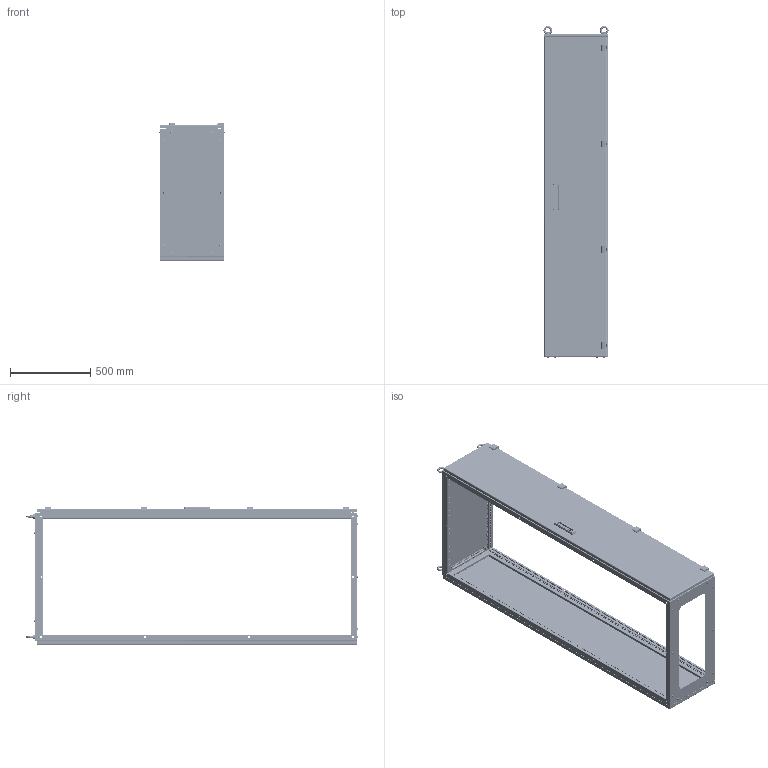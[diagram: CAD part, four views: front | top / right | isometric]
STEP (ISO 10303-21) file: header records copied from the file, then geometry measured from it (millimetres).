
FILE_DESCRIPTION (( 'STEP AP203' ), '1' );
FILE_NAME ('Êîðïóñ FORT IP31 (2000õ400õ800) EKF PROxima.STEP', '2020-10-23T11:56:57', ( '' ), ( '' ), 'SwSTEP 2.0', 'SolidWorks 2019', '' );
FILE_SCHEMA (( 'CONFIG_CONTROL_DESIGN' ));
Length unit declared in the file: millimetre
Products named in the file (61): Ãàéêà çàêëàäíàÿ; îñíîâàíèå ïåòëè1; Äåðæàòåëü øòîêà; ÌÈ-1029.01.00.004 Ïðîôèëü áîêîâîé 800 íèæíèé; ÌÈ-1165.00.00.001 Ïåðåãîðîäêà öîêîëÿ 800õ400; Øïèëüêà Ì6õ12; hex nut gradec_din_Hexagon Nut ISO 4034 - M16 - N; hex thin nut gradeb_din_Hexagon Nut ISO 4036 - M6 - N; ÌÈ-1177.01.00.000 ÑÁ Êàðêàñ 2000õ400õ800; pan head cross recess screw_din_DIN EN ISO 7045 - M6 x 40 - Z - 40N; plain washer large_din_Washer DIN 9021 - 13; ÌÈ-1193.03.00.000 ÑÁ Ñòåíêà çàäíÿÿ 400õ2000; Øïèëüêà ïðèâàðíàÿ Ì6õ25 DIN 13918; lifting eye nut 01_din_DIN 582-M12-N; pan head cross collar screw_din_DIN 967 - M4 x 16 - Z --- 14.6N; ÌÈ-1025.05.00.001 Ïîòîëî÷íàÿ ïàíåëü 800õ400; Çàêëåïêà ãàå÷íàÿ Ì6 UNI 9203; ÌÈ-1175.01.01.001 Ïðîôèëü ãîðèçîíòàëüíûé âåðõíèé 400; 幄鍧 IC-2 900; Çàìîê â ñáîðå Àòîñ; ÌÈ-1175.01.01.000 ÑÁ Ïðîôèëü ãîðèçîíòàëüíûé 400 âåðõíèé â ñáîðå; Äåðæàòåëü òÿãè àòîñ; countersunk raised head cross recess screw_din_DIN EN ISO 7047 - M4 x 10 - Z - 10N; 剒蜲錪 獲闃; Óãëîâàÿ ïåòëÿ Àòîñ; pan head cross recess screw_din_DIN EN ISO 7045 - M6 x 30 - Z - 30N; êîðïóñ ïåòëè1; Îáîëî÷êà ãàéêè çàêëàäíîé; ÌÈ-1193.02.00.000 ÑÁ Äâåðü â ñáîðå; ÌÈ-1029.01.00.002 Ïðîôèëü áîêîâîé 800 âåðõíèé; Êîðïóñ äâåðíîé ðó÷êè Àòîñ; Ãàéêà çàêëàäêàÿ Ì6; Êîðïóñ FORT IP31 (2000õ400õ800) EKF PROxima; 幄鍧 IC-2 1000; hex screw gradec_din_DIN EN 24018 - M12 x 35-WN; îñü ïåòëè; pan head cross recess screw_din_DIN EN ISO 7045 - M6 x 20 - Z - 20N; ÌÈ-1175.03.00.001 Ñòåíêà çàäíÿÿ 400õ2000; ÌÈ-1175.01.00.003 Ïðîôèëü ãîðèçîíòàëüíûé íèæíèé 400; Ìåõàíèçì äâåðè Àòîñ ...
Assembly tree (155 placements, depth 4):
  Êîðïóñ FORT IP31 (2000õ400õ800) EKF PROxima
    ÌÈ-1177.01.00.000 ÑÁ Êàðêàñ 2000õ400õ800
      ÌÈ-1175.01.01.000 ÑÁ Ïðîôèëü ãîðèçîíòàëüíûé 400 âåðõíèé â ñáîðå
        ÌÈ-1175.01.01.001 Ïðîôèëü ãîðèçîíòàëüíûé âåðõíèé 400
        Øïèëüêà Ì6õ12
      ÌÈ-983.01.00.001 Ïðîôèëü âåðòèêàëüíûé 2000  x4
      ÌÈ-1175.01.00.003 Ïðîôèëü ãîðèçîíòàëüíûé íèæíèé 400  x2
      ÌÈ-1029.01.00.002 Ïðîôèëü áîêîâîé 800 âåðõíèé  x2
      ÌÈ-1175.01.01.000 ÑÁ Ïðîôèëü ãîðèçîíòàëüíûé 400 âåðõíèé â ñáîðå
        ÌÈ-1175.01.01.001 Ïðîôèëü ãîðèçîíòàëüíûé âåðõíèé 400
        Øïèëüêà Ì6õ12
      ÌÈ-1029.01.00.004 Ïðîôèëü áîêîâîé 800 íèæíèé  x2
    ÌÈ-1025.05.00.001 Ïîòîëî÷íàÿ ïàíåëü 800õ400
    ÌÈ-1193.03.00.000 ÑÁ Ñòåíêà çàäíÿÿ 400õ2000
      ÌÈ-1175.03.00.001 Ñòåíêà çàäíÿÿ 400õ2000
      Øïèëüêà Ì6õ12
    ÌÈ-1165.00.00.001 Ïåðåãîðîäêà öîêîëÿ 800õ400
    pan head cross recess screw_din_DIN EN ISO 7045 - M6 x 20 - Z - 20N  x10
    Ãàéêà çàêëàäíàÿ
      Îáîëî÷êà ãàéêè çàêëàäíîé
      Ãàéêà çàêëàäêàÿ Ì6
    Ãàéêà çàêëàäíàÿ
      Îáîëî÷êà ãàéêè çàêëàäíîé
      Ãàéêà çàêëàäêàÿ Ì6
    Ãàéêà çàêëàäíàÿ
      Îáîëî÷êà ãàéêè çàêëàäíîé
      Ãàéêà çàêëàäêàÿ Ì6
    Ãàéêà çàêëàäíàÿ
      Îáîëî÷êà ãàéêè çàêëàäíîé
      Ãàéêà çàêëàäêàÿ Ì6
    Ãàéêà çàêëàäíàÿ
      Îáîëî÷êà ãàéêè çàêëàäíîé
      Ãàéêà çàêëàäêàÿ Ì6
    Ãàéêà çàêëàäíàÿ
      Îáîëî÷êà ãàéêè çàêëàäíîé
      Ãàéêà çàêëàäêàÿ Ì6
    Ãàéêà çàêëàäíàÿ
      Îáîëî÷êà ãàéêè çàêëàäíîé
      Ãàéêà çàêëàäêàÿ Ì6
    Ãàéêà çàêëàäíàÿ
      Îáîëî÷êà ãàéêè çàêëàäíîé
      Ãàéêà çàêëàäêàÿ Ì6
    lifting eye nut 01_din_DIN 582-M12-N  x4
    pan head cross recess screw_din_DIN EN ISO 7045 - M6 x 40 - Z - 40N  x8
    Çàêëåïêà ãàå÷íàÿ Ì6 UNI 9203  x8
    ÌÈ-1193.02.00.000 ÑÁ Äâåðü â ñáîðå
      ÌÈ-1175.02.00.001 Äâåðü 400õ2000
      Óãëîâàÿ ïåòëÿ Àòîñ
        îñíîâàíèå ïåòëè1
        êîðïóñ ïåòëè1
        îñü ïåòëè
      Óãëîâàÿ ïåòëÿ Àòîñ
        îñíîâàíèå ïåòëè1
        êîðïóñ ïåòëè1
        îñü ïåòëè
      Óãëîâàÿ ïåòëÿ Àòîñ
        îñíîâàíèå ïåòëè1
        êîðïóñ ïåòëè1
        îñü ïåòëè
      Óãëîâàÿ ïåòëÿ Àòîñ
Bounding box: 406.5 x 2072.48 x 866.98 mm (x, y, z)
Volume: 5770621.8 mm3; surface area: 7859443.1 mm2
Topology: 129 solids, 129 shells, 12634 faces, 34117 edges, 21748 vertices
Faces by surface type: plane 10180, cylinder 1356, bspline 458, cone 448, torus 136, sphere 56
Entity records: 136549 total; most frequent: CARTESIAN_POINT 28537, ORIENTED_EDGE 20872, DIRECTION 18626, EDGE_CURVE 10436, VECTOR 9040, LINE 9040, VERTEX_POINT 6762, EDGE_LOOP 5190
